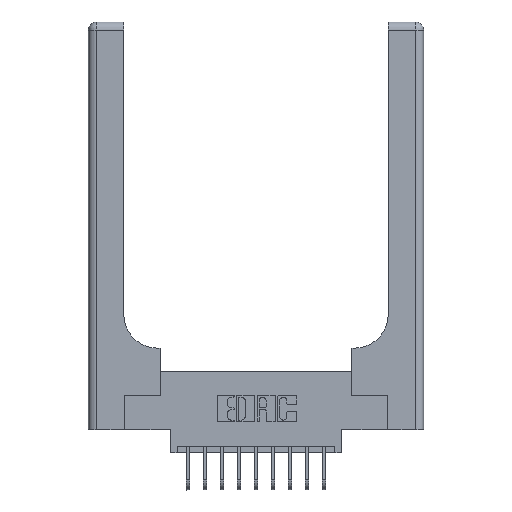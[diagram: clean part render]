
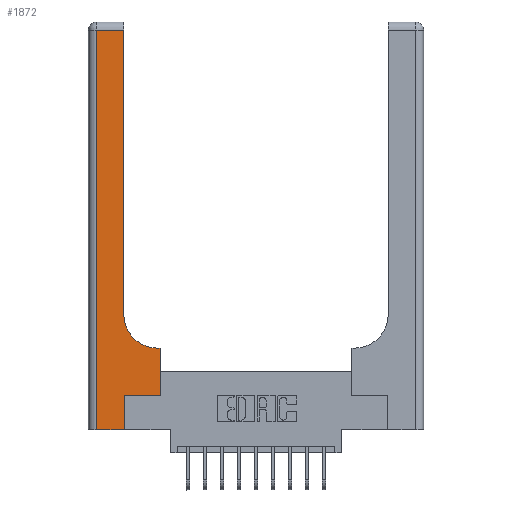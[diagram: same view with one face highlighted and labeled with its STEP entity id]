
A CAD part, top view. The second image highlights one B-rep face of the part: STEP entity #1872.
In plain terms, the highlighted planar face has unit normal (0, 0, 1).
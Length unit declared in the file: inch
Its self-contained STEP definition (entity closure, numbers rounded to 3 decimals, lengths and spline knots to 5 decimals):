
#207 = DIRECTION ( 'NONE',  ( -1., 0., 0. ) ) ;
#311 = EDGE_CURVE ( 'NONE', #15676, #6544, #10569, .T. ) ;
#373 = EDGE_CURVE ( 'NONE', #8548, #7883, #11574, .T. ) ;
#513 = ORIENTED_EDGE ( 'NONE', *, *, #311, .T. ) ;
#673 = AXIS2_PLACEMENT_3D ( 'NONE', #13732, #12464, #6936 ) ;
#1053 = EDGE_CURVE ( 'NONE', #7883, #16431, #10719, .T. ) ;
#1299 = ORIENTED_EDGE ( 'NONE', *, *, #1495, .T. ) ;
#1495 = EDGE_CURVE ( 'NONE', #2385, #2306, #9205, .T. ) ;
#1684 = CARTESIAN_POINT ( 'NONE',  ( 0.528, 0.25, 0.37 ) ) ;
#1872 = ADVANCED_FACE ( 'NONE', ( #13509 ), #6342, .F. ) ;
#2057 = CARTESIAN_POINT ( 'NONE',  ( 0., 0., 0.37 ) ) ;
#2306 = VERTEX_POINT ( 'NONE', #4693 ) ;
#2385 = VERTEX_POINT ( 'NONE', #6548 ) ;
#2828 = VECTOR ( 'NONE', #6648, 39.37008 ) ;
#2903 = EDGE_CURVE ( 'NONE', #5489, #15676, #3519, .T. ) ;
#3516 = AXIS2_PLACEMENT_3D ( 'NONE', #4243, #15003, #207 ) ;
#3519 = LINE ( 'NONE', #5616, #17403 ) ;
#3648 = EDGE_LOOP ( 'NONE', ( #14296, #513, #4857, #1299, #15356, #7504, #3713, #12709, #16019 ) ) ;
#3713 = ORIENTED_EDGE ( 'NONE', *, *, #1053, .T. ) ;
#4036 = LINE ( 'NONE', #4519, #8527 ) ;
#4092 = DIRECTION ( 'NONE',  ( 1., 0., 0. ) ) ;
#4199 = VECTOR ( 'NONE', #10567, 39.37008 ) ;
#4243 = CARTESIAN_POINT ( 'NONE',  ( 0., 3., 0.37 ) ) ;
#4272 = CARTESIAN_POINT ( 'NONE',  ( 0.265, 0.25, 0.37 ) ) ;
#4519 = CARTESIAN_POINT ( 'NONE',  ( 0.265, 0., 0.37 ) ) ;
#4693 = CARTESIAN_POINT ( 'NONE',  ( 0.265, 0., 0.37 ) ) ;
#4857 = ORIENTED_EDGE ( 'NONE', *, *, #16781, .T. ) ;
#5121 = EDGE_CURVE ( 'NONE', #16431, #9720, #8096, .T. ) ;
#5489 = VERTEX_POINT ( 'NONE', #9936 ) ;
#5616 = CARTESIAN_POINT ( 'NONE',  ( 0.26, 3., 0.37 ) ) ;
#6342 = PLANE ( 'NONE',  #3516 ) ;
#6408 = CARTESIAN_POINT ( 'NONE',  ( 0.265, 0.25, 0.37 ) ) ;
#6544 = VERTEX_POINT ( 'NONE', #15715 ) ;
#6548 = CARTESIAN_POINT ( 'NONE',  ( 0.06, 0., 0.37 ) ) ;
#6648 = DIRECTION ( 'NONE',  ( 1., 0., 0. ) ) ;
#6936 = DIRECTION ( 'NONE',  ( 1., 0., 0. ) ) ;
#7484 = VECTOR ( 'NONE', #12663, 39.37008 ) ;
#7504 = ORIENTED_EDGE ( 'NONE', *, *, #373, .T. ) ;
#7883 = VERTEX_POINT ( 'NONE', #1684 ) ;
#8046 = VECTOR ( 'NONE', #4092, 39.37008 ) ;
#8096 = LINE ( 'NONE', #16761, #7484 ) ;
#8527 = VECTOR ( 'NONE', #12627, 39.37008 ) ;
#8548 = VERTEX_POINT ( 'NONE', #6408 ) ;
#8791 = EDGE_CURVE ( 'NONE', #9720, #5489, #16053, .T. ) ;
#9204 = CARTESIAN_POINT ( 'NONE',  ( 0.528, 0.6, 0.37 ) ) ;
#9205 = LINE ( 'NONE', #2057, #2828 ) ;
#9529 = CARTESIAN_POINT ( 'NONE',  ( 0.06, 3., 0.37 ) ) ;
#9552 = DIRECTION ( 'NONE',  ( 0., 1., 0. ) ) ;
#9720 = VERTEX_POINT ( 'NONE', #13022 ) ;
#9936 = CARTESIAN_POINT ( 'NONE',  ( 0.26, 0.85, 0.37 ) ) ;
#10567 = DIRECTION ( 'NONE',  ( -1., 0., 0. ) ) ;
#10569 = LINE ( 'NONE', #17368, #4199 ) ;
#10605 = LINE ( 'NONE', #9529, #13050 ) ;
#10719 = LINE ( 'NONE', #16077, #12953 ) ;
#10900 = CARTESIAN_POINT ( 'NONE',  ( 0.26, 2.94, 0.37 ) ) ;
#11574 = LINE ( 'NONE', #4272, #8046 ) ;
#12464 = DIRECTION ( 'NONE',  ( 0., 0., -1. ) ) ;
#12627 = DIRECTION ( 'NONE',  ( 0., 1., 0. ) ) ;
#12663 = DIRECTION ( 'NONE',  ( -1., 0., 0. ) ) ;
#12709 = ORIENTED_EDGE ( 'NONE', *, *, #5121, .T. ) ;
#12953 = VECTOR ( 'NONE', #17364, 39.37008 ) ;
#13022 = CARTESIAN_POINT ( 'NONE',  ( 0.51, 0.6, 0.37 ) ) ;
#13050 = VECTOR ( 'NONE', #15988, 39.37008 ) ;
#13509 = FACE_OUTER_BOUND ( 'NONE', #3648, .T. ) ;
#13732 = CARTESIAN_POINT ( 'NONE',  ( 0.51, 0.85, 0.37 ) ) ;
#14296 = ORIENTED_EDGE ( 'NONE', *, *, #2903, .T. ) ;
#15003 = DIRECTION ( 'NONE',  ( 0., 0., -1. ) ) ;
#15356 = ORIENTED_EDGE ( 'NONE', *, *, #16319, .T. ) ;
#15676 = VERTEX_POINT ( 'NONE', #10900 ) ;
#15715 = CARTESIAN_POINT ( 'NONE',  ( 0.06, 2.94, 0.37 ) ) ;
#15988 = DIRECTION ( 'NONE',  ( 0., -1., 0. ) ) ;
#16019 = ORIENTED_EDGE ( 'NONE', *, *, #8791, .T. ) ;
#16053 = CIRCLE ( 'NONE', #673, 0.25 ) ;
#16077 = CARTESIAN_POINT ( 'NONE',  ( 0.528, 0.25, 0.37 ) ) ;
#16319 = EDGE_CURVE ( 'NONE', #2306, #8548, #4036, .T. ) ;
#16431 = VERTEX_POINT ( 'NONE', #9204 ) ;
#16761 = CARTESIAN_POINT ( 'NONE',  ( 0.26, 0.6, 0.37 ) ) ;
#16781 = EDGE_CURVE ( 'NONE', #6544, #2385, #10605, .T. ) ;
#17364 = DIRECTION ( 'NONE',  ( 0., 1., 0. ) ) ;
#17368 = CARTESIAN_POINT ( 'NONE',  ( 0., 2.94, 0.37 ) ) ;
#17403 = VECTOR ( 'NONE', #9552, 39.37008 ) ;
